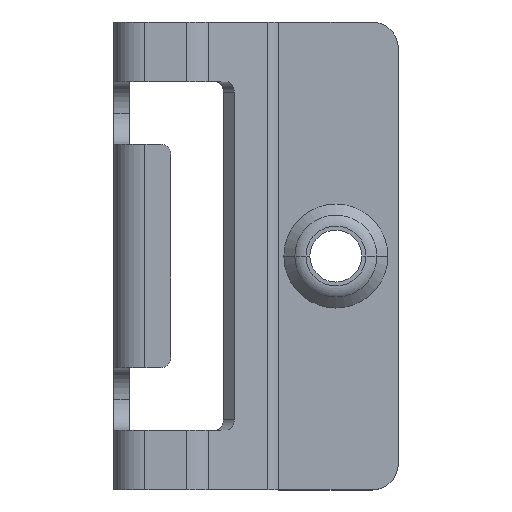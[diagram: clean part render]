
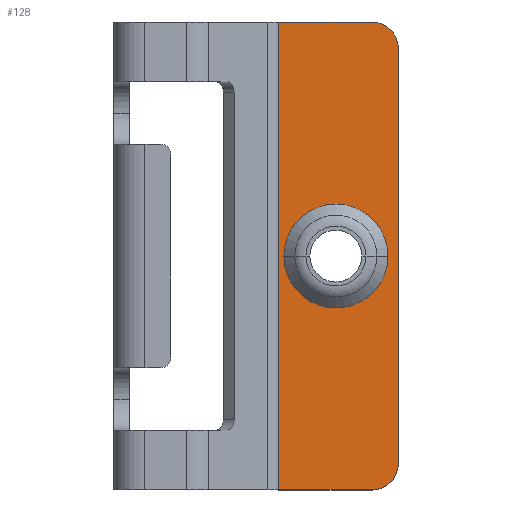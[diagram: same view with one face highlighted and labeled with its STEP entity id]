
A CAD part, top view. The second image highlights one B-rep face of the part: STEP entity #128.
In plain terms, the highlighted planar face has unit normal (0, 0, 1).
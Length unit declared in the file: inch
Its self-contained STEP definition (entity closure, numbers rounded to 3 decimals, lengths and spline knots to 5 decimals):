
#128=ADVANCED_FACE('',(#286,#287),#288,.T.);
#286=FACE_BOUND('',#474,.T.);
#287=FACE_OUTER_BOUND('',#475,.T.);
#288=PLANE('',#476);
#474=EDGE_LOOP('',(#818,#819));
#475=EDGE_LOOP('',(#820,#821,#822,#823,#824,#825));
#476=AXIS2_PLACEMENT_3D('',#826,#827,#828);
#818=ORIENTED_EDGE('',*,*,#1194,.F.);
#819=ORIENTED_EDGE('',*,*,#1294,.F.);
#820=ORIENTED_EDGE('',*,*,#1295,.T.);
#821=ORIENTED_EDGE('',*,*,#1296,.F.);
#822=ORIENTED_EDGE('',*,*,#1297,.F.);
#823=ORIENTED_EDGE('',*,*,#1298,.F.);
#824=ORIENTED_EDGE('',*,*,#1299,.F.);
#825=ORIENTED_EDGE('',*,*,#1234,.F.);
#826=CARTESIAN_POINT('',(-8.22914,13.28319,-0.94886));
#827=DIRECTION('',(0.,0.,1.0));
#828=DIRECTION('',(1.0,0.0,0.));
#1194=EDGE_CURVE('',#1441,#1443,#1444,.T.);
#1234=EDGE_CURVE('',#1513,#1515,#1516,.T.);
#1294=EDGE_CURVE('',#1443,#1441,#1610,.T.);
#1295=EDGE_CURVE('',#1513,#1611,#1612,.T.);
#1296=EDGE_CURVE('',#1613,#1611,#1614,.T.);
#1297=EDGE_CURVE('',#1615,#1613,#1616,.T.);
#1298=EDGE_CURVE('',#1617,#1615,#1618,.T.);
#1299=EDGE_CURVE('',#1515,#1617,#1619,.T.);
#1441=VERTEX_POINT('',#1785);
#1443=VERTEX_POINT('',#1788);
#1444=CIRCLE('',#1789,0.3937);
#1513=VERTEX_POINT('',#1876);
#1515=VERTEX_POINT('',#1878);
#1516=LINE('',#1879,#1880);
#1610=CIRCLE('',#2009,0.3937);
#1611=VERTEX_POINT('',#2010);
#1612=LINE('',#2011,#2012);
#1613=VERTEX_POINT('',#2013);
#1614=LINE('',#2014,#2015);
#1615=VERTEX_POINT('',#2016);
#1616=CIRCLE('',#2017,0.19685);
#1617=VERTEX_POINT('',#2018);
#1618=LINE('',#2019,#2020);
#1619=CIRCLE('',#2021,0.19685);
#1785=CARTESIAN_POINT('',(-6.97922,13.28319,-0.94886));
#1788=CARTESIAN_POINT('',(-7.76661,13.28319,-0.94886));
#1789=AXIS2_PLACEMENT_3D('',#2212,#2213,#2214);
#1876=CARTESIAN_POINT('',(-7.80597,15.05484,-0.94886));
#1878=CARTESIAN_POINT('',(-7.09732,15.05484,-0.94886));
#1879=CARTESIAN_POINT('',(-9.36095,15.05484,-0.94886));
#1880=VECTOR('',#2275,1.0);
#2009=AXIS2_PLACEMENT_3D('',#2359,#2360,#2361);
#2010=CARTESIAN_POINT('',(-7.80597,11.51153,-0.94886));
#2011=CARTESIAN_POINT('',(-7.80597,14.16901,-0.94886));
#2012=VECTOR('',#2362,1.0);
#2013=CARTESIAN_POINT('',(-7.09732,11.51153,-0.94886));
#2014=CARTESIAN_POINT('',(-7.09732,11.51153,-0.94886));
#2015=VECTOR('',#2363,1.0);
#2016=CARTESIAN_POINT('',(-6.90047,11.70838,-0.94886));
#2017=AXIS2_PLACEMENT_3D('',#2364,#2365,#2366);
#2018=CARTESIAN_POINT('',(-6.90047,14.85799,-0.94886));
#2019=CARTESIAN_POINT('',(-6.90047,14.85799,-0.94886));
#2020=VECTOR('',#2367,1.0);
#2021=AXIS2_PLACEMENT_3D('',#2368,#2369,#2370);
#2212=CARTESIAN_POINT('',(-7.37291,13.28319,-0.94886));
#2213=DIRECTION('',(0.0,0.0,1.0));
#2214=DIRECTION('',(1.0,0.0,0.0));
#2275=DIRECTION('',(1.0,0.0,0.0));
#2359=CARTESIAN_POINT('',(-7.37291,13.28319,-0.94886));
#2360=DIRECTION('',(0.0,0.0,1.0));
#2361=DIRECTION('',(1.0,0.0,0.0));
#2362=DIRECTION('',(0.0,-1.0,0.0));
#2363=DIRECTION('',(-1.0,0.0,0.0));
#2364=CARTESIAN_POINT('',(-7.09732,11.70838,-0.94886));
#2365=DIRECTION('',(-0.0,-0.0,-1.0));
#2366=DIRECTION('',(0.0,-1.0,0.0));
#2367=DIRECTION('',(0.0,-1.0,0.0));
#2368=CARTESIAN_POINT('',(-7.09732,14.85799,-0.94886));
#2369=DIRECTION('',(0.0,0.0,-1.0));
#2370=DIRECTION('',(1.0,0.0,0.0));
